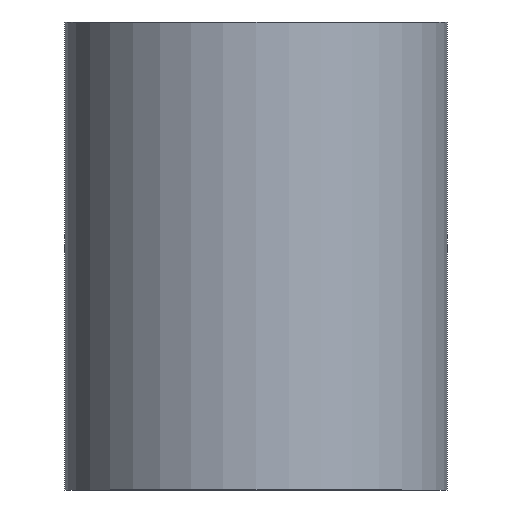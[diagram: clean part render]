
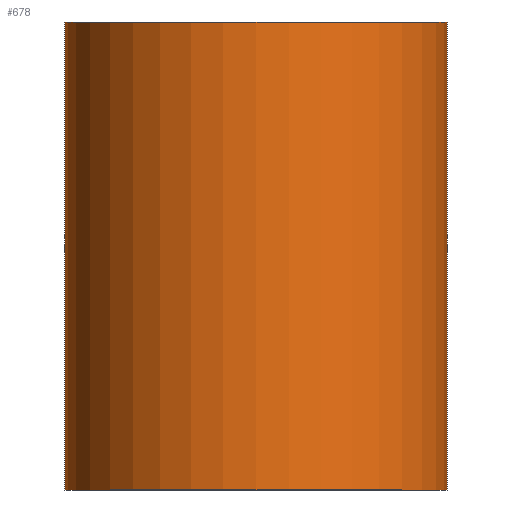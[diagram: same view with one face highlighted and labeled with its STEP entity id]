
A CAD part, front view. The second image highlights one B-rep face of the part: STEP entity #678.
In plain terms, the highlighted cylindrical face has radius 435 mm (diameter 870 mm), a full revolution.
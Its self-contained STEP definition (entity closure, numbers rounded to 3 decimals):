
#100 = CARTESIAN_POINT ( 'NONE',  ( 435., 0., 0. ) ) ;
#150 = DIRECTION ( 'NONE',  ( 1., 0., 0. ) ) ;
#152 = AXIS2_PLACEMENT_3D ( 'NONE', #720, #1177, #612 ) ;
#194 = FACE_OUTER_BOUND ( 'NONE', #833, .T. ) ;
#243 = CIRCLE ( 'NONE', #1206, 435. ) ;
#284 = CIRCLE ( 'NONE', #152, 435. ) ;
#287 = VERTEX_POINT ( 'NONE', #100 ) ;
#332 = CYLINDRICAL_SURFACE ( 'NONE', #1297, 435. ) ;
#543 = VERTEX_POINT ( 'NONE', #1043 ) ;
#612 = DIRECTION ( 'NONE',  ( 1., 0., 0. ) ) ;
#622 = DIRECTION ( 'NONE',  ( 0., 0., 1. ) ) ;
#674 = ORIENTED_EDGE ( 'NONE', *, *, #1319, .F. ) ;
#678 = ADVANCED_FACE ( 'NONE', ( #1407, #194 ), #332, .T. ) ;
#720 = CARTESIAN_POINT ( 'NONE',  ( 0., 0., 1065. ) ) ;
#767 = CARTESIAN_POINT ( 'NONE',  ( 0., 0., 0. ) ) ;
#833 = EDGE_LOOP ( 'NONE', ( #674 ) ) ;
#846 = EDGE_CURVE ( 'NONE', #287, #287, #243, .T. ) ;
#877 = EDGE_LOOP ( 'NONE', ( #1371 ) ) ;
#886 = DIRECTION ( 'NONE',  ( 1., 0., 0. ) ) ;
#889 = DIRECTION ( 'NONE',  ( 0., 0., 1. ) ) ;
#1043 = CARTESIAN_POINT ( 'NONE',  ( 435., 0., 1065. ) ) ;
#1177 = DIRECTION ( 'NONE',  ( 0., 0., 1. ) ) ;
#1206 = AXIS2_PLACEMENT_3D ( 'NONE', #767, #889, #886 ) ;
#1291 = CARTESIAN_POINT ( 'NONE',  ( 0., 0., 0. ) ) ;
#1297 = AXIS2_PLACEMENT_3D ( 'NONE', #1291, #622, #150 ) ;
#1319 = EDGE_CURVE ( 'NONE', #543, #543, #284, .T. ) ;
#1371 = ORIENTED_EDGE ( 'NONE', *, *, #846, .T. ) ;
#1407 = FACE_OUTER_BOUND ( 'NONE', #877, .T. ) ;
